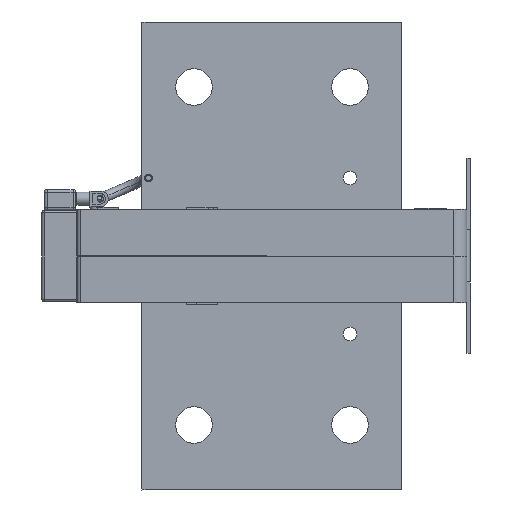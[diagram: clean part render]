
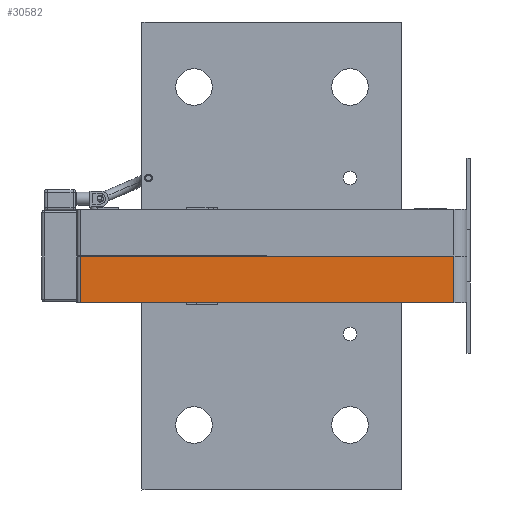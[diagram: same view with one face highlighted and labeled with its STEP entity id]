
A CAD part, left-side view. The second image highlights one B-rep face of the part: STEP entity #30582.
In plain terms, the highlighted planar face has unit normal (-1, 0, 0).
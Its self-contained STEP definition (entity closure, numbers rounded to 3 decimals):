
#399 = VERTEX_POINT ( 'NONE', #3147 ) ;
#989 = AXIS2_PLACEMENT_3D ( 'NONE', #27163, #27042, #27035 ) ;
#2464 = VECTOR ( 'NONE', #3383, 1000. ) ;
#2714 = ORIENTED_EDGE ( 'NONE', *, *, #6765, .F. ) ;
#2729 = LINE ( 'NONE', #3420, #2464 ) ;
#3147 = CARTESIAN_POINT ( 'NONE',  ( -49., 73.5, 0. ) ) ;
#3383 = DIRECTION ( 'NONE',  ( 0., 0., 1. ) ) ;
#3420 = CARTESIAN_POINT ( 'NONE',  ( -49., -70., -18. ) ) ;
#4810 = DIRECTION ( 'NONE',  ( 0., -1., 0. ) ) ;
#4921 = CARTESIAN_POINT ( 'NONE',  ( -49., -70., 0. ) ) ;
#5826 = EDGE_LOOP ( 'NONE', ( #10653, #2714, #26184, #31049 ) ) ;
#6765 = EDGE_CURVE ( 'NONE', #10444, #399, #16574, .T. ) ;
#9299 = VERTEX_POINT ( 'NONE', #34687 ) ;
#10444 = VERTEX_POINT ( 'NONE', #21506 ) ;
#10653 = ORIENTED_EDGE ( 'NONE', *, *, #16312, .F. ) ;
#11702 = DIRECTION ( 'NONE',  ( 0., 0., 1. ) ) ;
#13433 = FACE_OUTER_BOUND ( 'NONE', #5826, .T. ) ;
#13684 = EDGE_CURVE ( 'NONE', #9299, #26614, #2729, .T. ) ;
#15008 = EDGE_CURVE ( 'NONE', #10444, #9299, #29297, .T. ) ;
#16312 = EDGE_CURVE ( 'NONE', #399, #26614, #21573, .T. ) ;
#16574 = LINE ( 'NONE', #23291, #16679 ) ;
#16679 = VECTOR ( 'NONE', #11702, 1000. ) ;
#21506 = CARTESIAN_POINT ( 'NONE',  ( -49., 73.5, -18. ) ) ;
#21545 = VECTOR ( 'NONE', #4810, 1000. ) ;
#21573 = LINE ( 'NONE', #4921, #21545 ) ;
#23291 = CARTESIAN_POINT ( 'NONE',  ( -49., 73.5, -18. ) ) ;
#26184 = ORIENTED_EDGE ( 'NONE', *, *, #15008, .T. ) ;
#26614 = VERTEX_POINT ( 'NONE', #28842 ) ;
#27035 = DIRECTION ( 'NONE',  ( 0., -1., 0. ) ) ;
#27042 = DIRECTION ( 'NONE',  ( -1., 0., 0. ) ) ;
#27163 = CARTESIAN_POINT ( 'NONE',  ( -49., -70., -18. ) ) ;
#27170 = PLANE ( 'NONE',  #989 ) ;
#27457 = DIRECTION ( 'NONE',  ( 0., -1., 0. ) ) ;
#27508 = CARTESIAN_POINT ( 'NONE',  ( -49., -70., -18. ) ) ;
#28842 = CARTESIAN_POINT ( 'NONE',  ( -49., -70., 0. ) ) ;
#29161 = VECTOR ( 'NONE', #27457, 1000. ) ;
#29297 = LINE ( 'NONE', #27508, #29161 ) ;
#30582 = ADVANCED_FACE ( 'NONE', ( #13433 ), #27170, .T. ) ;
#31049 = ORIENTED_EDGE ( 'NONE', *, *, #13684, .T. ) ;
#34687 = CARTESIAN_POINT ( 'NONE',  ( -49., -70., -18. ) ) ;
